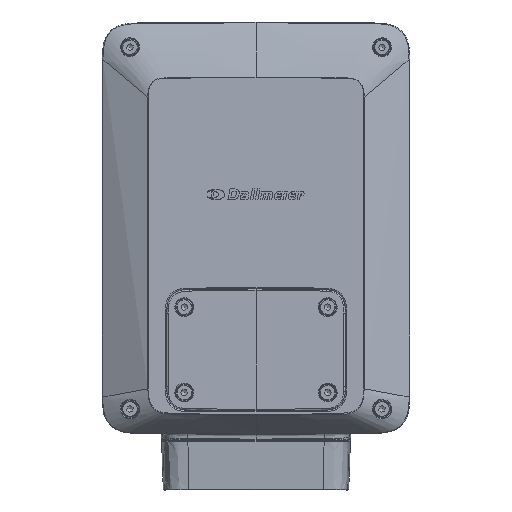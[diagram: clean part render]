
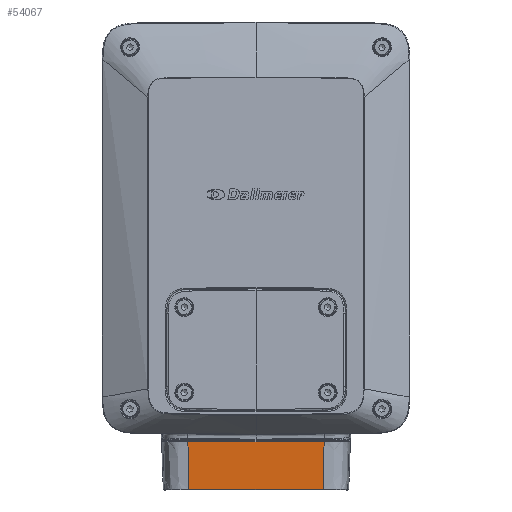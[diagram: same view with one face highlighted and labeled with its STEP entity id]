
A CAD part, top view. The second image highlights one B-rep face of the part: STEP entity #54067.
In plain terms, the highlighted planar face has unit normal (0, -0.052, 0.999).
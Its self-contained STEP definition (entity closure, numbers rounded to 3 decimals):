
#1228 = ORIENTED_EDGE ( 'NONE', *, *, #52513, .T. ) ;
#2827 = CARTESIAN_POINT ( 'NONE',  ( 20.834, -177.267, -59.916 ) ) ;
#3988 = CARTESIAN_POINT ( 'NONE',  ( 31.251, -177.267, -59.916 ) ) ;
#9474 = CARTESIAN_POINT ( 'NONE',  ( 75.099, -217.023, -62. ) ) ;
#11065 = CARTESIAN_POINT ( 'NONE',  ( 0., -177.267, -59.916 ) ) ;
#12236 = CARTESIAN_POINT ( 'NONE',  ( 52.051, -177.267, -59.916 ) ) ;
#14375 = EDGE_CURVE ( 'NONE', #96028, #31301, #31311, .T. ) ;
#15662 = CARTESIAN_POINT ( 'NONE',  ( -56.051, -177.267, -59.916 ) ) ;
#16236 = CARTESIAN_POINT ( 'NONE',  ( -55.651, -177.267, -59.916 ) ) ;
#17461 = CARTESIAN_POINT ( 'NONE',  ( -55.811, -216.549, -61.975 ) ) ;
#18255 = PLANE ( 'NONE',  #32375 ) ;
#19852 = CARTESIAN_POINT ( 'NONE',  ( 50.451, -177.267, -59.916 ) ) ;
#23599 = B_SPLINE_CURVE_WITH_KNOTS ( 'NONE', 3,
 ( #95809, #15662, #16236, #88167, #87015, #105141, #69461, #96399, #51962, #99803, #46608, #83404, #73408 ),
 .UNSPECIFIED., .F., .F.,
 ( 4, 3, 3, 3, 4 ),
 ( 0., 0.001, 0.006, 0.025, 0.056 ),
 .UNSPECIFIED. ) ;
#25919 = DIRECTION ( 'NONE',  ( -1., 0., 0. ) ) ;
#26751 = B_SPLINE_CURVE_WITH_KNOTS ( 'NONE', 3,
 ( #66389, #52331, #44107, #88534 ),
 .UNSPECIFIED., .F., .F.,
 ( 4, 4 ),
 ( 0.008, 0.697 ),
 .UNSPECIFIED. ) ;
#28080 = CARTESIAN_POINT ( 'NONE',  ( 56.051, -177.267, -59.916 ) ) ;
#30401 = CARTESIAN_POINT ( 'NONE',  ( 10.417, -177.267, -59.916 ) ) ;
#31301 = VERTEX_POINT ( 'NONE', #56192 ) ;
#31311 = B_SPLINE_CURVE_WITH_KNOTS ( 'NONE', 3,
 ( #61070, #106694, #45281, #52358 ),
 .UNSPECIFIED., .F., .F.,
 ( 4, 4 ),
 ( 0.008, 0.697 ),
 .UNSPECIFIED. ) ;
#32375 = AXIS2_PLACEMENT_3D ( 'NONE', #9474, #107177, #25919 ) ;
#41590 = VERTEX_POINT ( 'NONE', #59903 ) ;
#44107 = CARTESIAN_POINT ( 'NONE',  ( -56.238, -190.361, -60.603 ) ) ;
#45241 = CARTESIAN_POINT ( 'NONE',  ( -56.451, -177.267, -59.916 ) ) ;
#45281 = CARTESIAN_POINT ( 'NONE',  ( 56.238, -190.361, -60.603 ) ) ;
#46608 = CARTESIAN_POINT ( 'NONE',  ( -20.834, -177.267, -59.916 ) ) ;
#46693 = CARTESIAN_POINT ( 'NONE',  ( 55.811, -216.549, -61.975 ) ) ;
#47952 = CARTESIAN_POINT ( 'NONE',  ( 56.451, -177.267, -59.916 ) ) ;
#48309 = DIRECTION ( 'NONE',  ( 1., 0., 0. ) ) ;
#48888 = CARTESIAN_POINT ( 'NONE',  ( 75.099, -216.549, -61.975 ) ) ;
#51962 = CARTESIAN_POINT ( 'NONE',  ( -37.651, -177.267, -59.916 ) ) ;
#52331 = CARTESIAN_POINT ( 'NONE',  ( -56.024, -203.455, -61.289 ) ) ;
#52358 = CARTESIAN_POINT ( 'NONE',  ( 56.451, -177.267, -59.916 ) ) ;
#52513 = EDGE_CURVE ( 'NONE', #82614, #96028, #104811, .T. ) ;
#54067 = ADVANCED_FACE ( 'NONE', ( #90775 ), #18255, .T. ) ;
#56129 = CARTESIAN_POINT ( 'NONE',  ( 44.051, -177.267, -59.916 ) ) ;
#56192 = CARTESIAN_POINT ( 'NONE',  ( 56.451, -177.267, -59.916 ) ) ;
#57357 = ORIENTED_EDGE ( 'NONE', *, *, #14375, .T. ) ;
#58646 = ORIENTED_EDGE ( 'NONE', *, *, #112476, .F. ) ;
#59903 = CARTESIAN_POINT ( 'NONE',  ( 0., -177.267, -59.916 ) ) ;
#61070 = CARTESIAN_POINT ( 'NONE',  ( 55.811, -216.549, -61.975 ) ) ;
#64303 = CARTESIAN_POINT ( 'NONE',  ( 55.651, -177.267, -59.916 ) ) ;
#66389 = CARTESIAN_POINT ( 'NONE',  ( -55.811, -216.549, -61.975 ) ) ;
#69461 = CARTESIAN_POINT ( 'NONE',  ( -50.451, -177.267, -59.916 ) ) ;
#71222 = B_SPLINE_CURVE_WITH_KNOTS ( 'NONE', 3,
 ( #47952, #28080, #64303, #99986, #81828, #12236, #19852, #56129, #74755, #3988, #2827, #30401, #11065 ),
 .UNSPECIFIED., .F., .F.,
 ( 4, 3, 3, 3, 4 ),
 ( 0., 0.001, 0.006, 0.025, 0.056 ),
 .UNSPECIFIED. ) ;
#72243 = EDGE_LOOP ( 'NONE', ( #57357, #101801, #58646, #106187, #1228 ) ) ;
#72487 = EDGE_CURVE ( 'NONE', #82614, #112069, #26751, .T. ) ;
#73408 = CARTESIAN_POINT ( 'NONE',  ( 0., -177.267, -59.916 ) ) ;
#73949 = EDGE_CURVE ( 'NONE', #31301, #41590, #71222, .T. ) ;
#74755 = CARTESIAN_POINT ( 'NONE',  ( 37.651, -177.267, -59.916 ) ) ;
#81828 = CARTESIAN_POINT ( 'NONE',  ( 53.651, -177.267, -59.916 ) ) ;
#82614 = VERTEX_POINT ( 'NONE', #17461 ) ;
#83404 = CARTESIAN_POINT ( 'NONE',  ( -10.417, -177.267, -59.916 ) ) ;
#87015 = CARTESIAN_POINT ( 'NONE',  ( -53.651, -177.267, -59.916 ) ) ;
#88167 = CARTESIAN_POINT ( 'NONE',  ( -55.251, -177.267, -59.916 ) ) ;
#88534 = CARTESIAN_POINT ( 'NONE',  ( -56.451, -177.267, -59.916 ) ) ;
#90775 = FACE_OUTER_BOUND ( 'NONE', #72243, .T. ) ;
#95809 = CARTESIAN_POINT ( 'NONE',  ( -56.451, -177.267, -59.916 ) ) ;
#96028 = VERTEX_POINT ( 'NONE', #46693 ) ;
#96399 = CARTESIAN_POINT ( 'NONE',  ( -44.051, -177.267, -59.916 ) ) ;
#99216 = VECTOR ( 'NONE', #48309, 1000. ) ;
#99803 = CARTESIAN_POINT ( 'NONE',  ( -31.251, -177.267, -59.916 ) ) ;
#99986 = CARTESIAN_POINT ( 'NONE',  ( 55.251, -177.267, -59.916 ) ) ;
#101801 = ORIENTED_EDGE ( 'NONE', *, *, #73949, .T. ) ;
#104811 = LINE ( 'NONE', #48888, #99216 ) ;
#105141 = CARTESIAN_POINT ( 'NONE',  ( -52.051, -177.267, -59.916 ) ) ;
#106187 = ORIENTED_EDGE ( 'NONE', *, *, #72487, .F. ) ;
#106694 = CARTESIAN_POINT ( 'NONE',  ( 56.024, -203.455, -61.289 ) ) ;
#107177 = DIRECTION ( 'NONE',  ( 0., -0.052, 0.999 ) ) ;
#112069 = VERTEX_POINT ( 'NONE', #45241 ) ;
#112476 = EDGE_CURVE ( 'NONE', #112069, #41590, #23599, .T. ) ;
